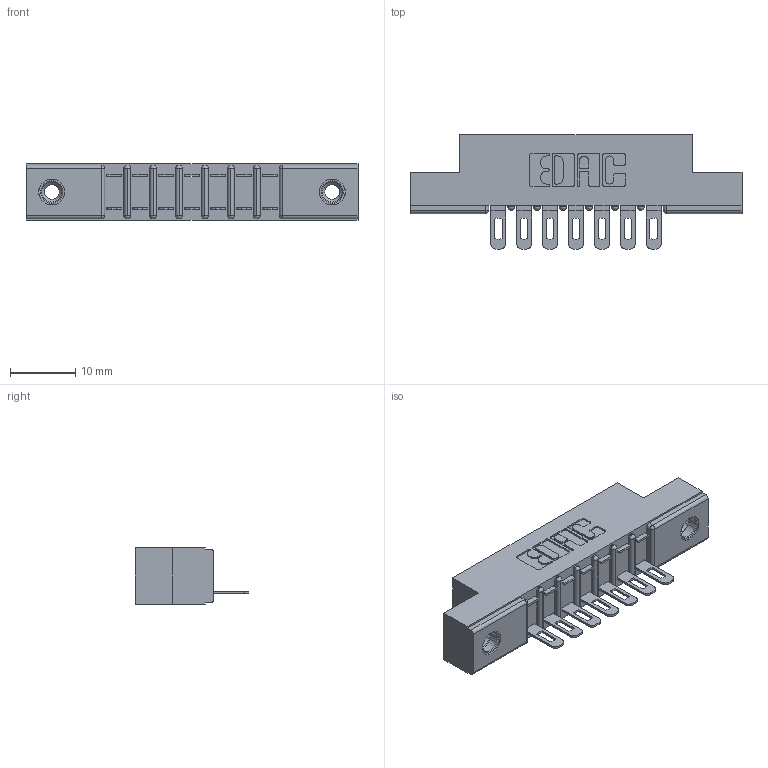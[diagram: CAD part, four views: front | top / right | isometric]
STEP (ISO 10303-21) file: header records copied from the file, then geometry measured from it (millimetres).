
FILE_DESCRIPTION (( 'STEP AP203' ), '1' );
FILE_NAME ('357-007-501-108.STEP', '2019-09-16T17:15:45', ( '' ), ( '' ), 'SwSTEP 2.0', 'SolidWorks 2016', '' );
FILE_SCHEMA (( 'CONFIG_CONTROL_DESIGN' ));
Length unit declared in the file: inch
Products named in the file (4): 307-290-002_501; 357-007-501-108; 345-250-001_345-250-003-102; 307 Part_.156 Dia Mounting Holes
Assembly tree (10 placements, depth 2):
  357-007-501-108
    307 Part_.156 Dia Mounting Holes
    307-290-002_501  x7
    345-250-001_345-250-003-102  x2
Bounding box: 50.75 x 17.42 x 8.71 mm (x, y, z)
Volume: 3342.1 mm3; surface area: 5310.5 mm2
Topology: 10 solids, 10 shells, 718 faces, 2125 edges, 1386 vertices
Faces by surface type: plane 410, cylinder 276, sphere 16, cone 12, torus 4
Entity records: 12295 total; most frequent: CARTESIAN_POINT 2047, ORIENTED_EDGE 2030, DIRECTION 2019, EDGE_CURVE 1015, VECTOR 755, LINE 755, VERTEX_POINT 660, AXIS2_PLACEMENT_3D 632
